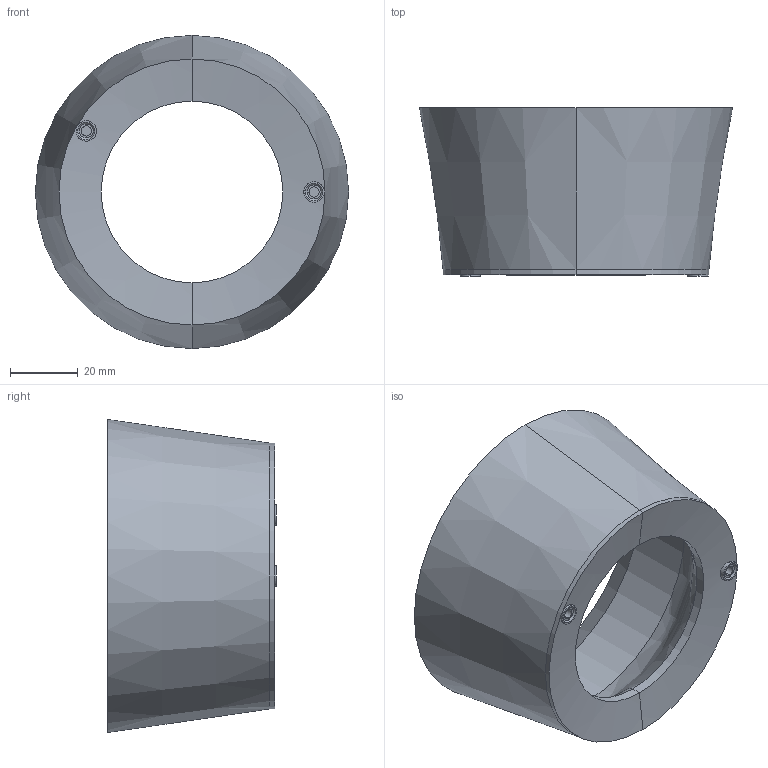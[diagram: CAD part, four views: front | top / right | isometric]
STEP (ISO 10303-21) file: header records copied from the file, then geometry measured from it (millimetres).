
FILE_DESCRIPTION (( 'STEP AP214' ), '1' );
FILE_NAME ('cup progress rev5.STEP', '2020-11-12T23:04:05', ( '' ), ( '' ), 'SwSTEP 2.0', 'SolidWorks 2018', '' );
FILE_SCHEMA (( 'AUTOMOTIVE_DESIGN' ));
Length unit declared in the file: millimetre
Products named in the file (1): cup progress rev5
Bounding box: 92.36 x 49.71 x 92.36 mm (x, y, z)
Volume: 58499.9 mm3; surface area: 29128.5 mm2
Topology: 1 solids, 1 shells, 33 faces, 66 edges, 40 vertices
Faces by surface type: cylinder 14, cone 8, plane 7, bspline 2, sphere 2
Entity records: 1266 total; most frequent: CARTESIAN_POINT 526, DIRECTION 162, ORIENTED_EDGE 132, AXIS2_PLACEMENT_3D 70, EDGE_CURVE 66, EDGE_LOOP 40, VERTEX_POINT 40, CIRCLE 38
